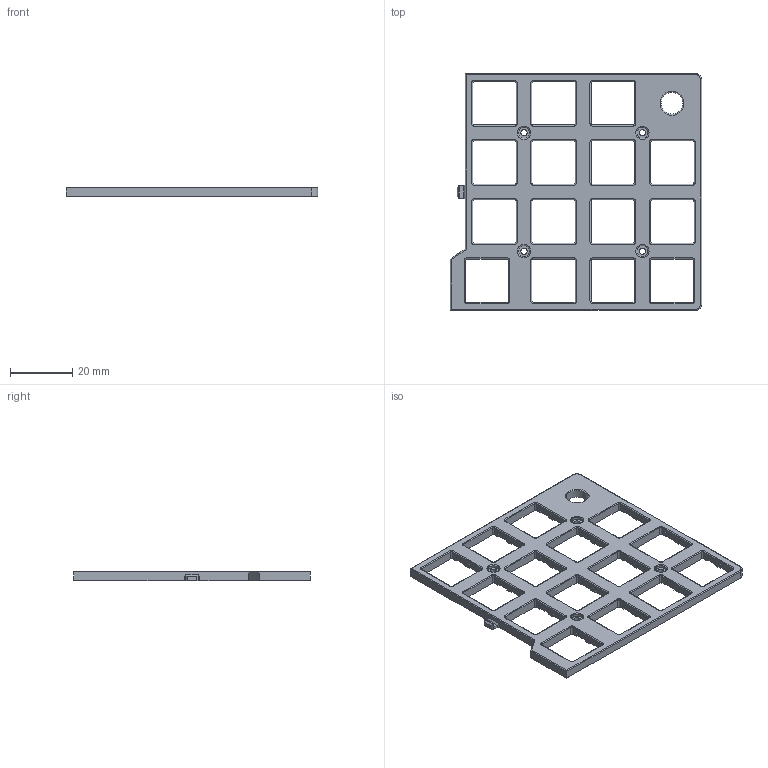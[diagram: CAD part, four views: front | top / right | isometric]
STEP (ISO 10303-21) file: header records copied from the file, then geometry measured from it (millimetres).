
FILE_DESCRIPTION(/* description */ ('STEP AP242','CAx-IF Rec.Pracs.---Representation and Presentation of Product Manufacturing Information (PMI)---4.0---2014-10-13','CAx-IF Rec.Pracs.---3D Tessellated Geometry---0.4---2014-09-14','2;1'),/* implementation_level */ '2;1');
FILE_NAME(/* name */ '659fa4d2ab4d6a061adaf55e',/* time_stamp */ '2024-01-11T08:20:35Z',/* author */ (''),/* organization */ (''),/* preprocessor_version */ 'ST-DEVELOPER v19.4',/* originating_system */ ' ',/* authorisation */ ' ');
FILE_SCHEMA (('AP242_MANAGED_MODEL_BASED_3D_ENGINEERING_MIM_LF { 1 0 10303 442 1 1 4 }'));
Length unit declared in the file: metre
Products named in the file (1): PlateR
Bounding box: 80.88 x 76.23 x 3 mm (x, y, z)
Volume: 8412.6 mm3; surface area: 9313.2 mm2
Topology: 1 solids, 1 shells, 546 faces, 1475 edges, 937 vertices
Faces by surface type: plane 406, cylinder 71, cone 69
Full cylindrical faces by diameter (mm): 2 x4, 3.6 x4, 7 x1
Entity records: 16794 total; most frequent: CARTESIAN_POINT 2937, ORIENTED_EDGE 2914, DIRECTION 2762, EDGE_CURVE 1457, LINE 1246, VECTOR 1246, VERTEX_POINT 933, AXIS2_PLACEMENT_3D 758
